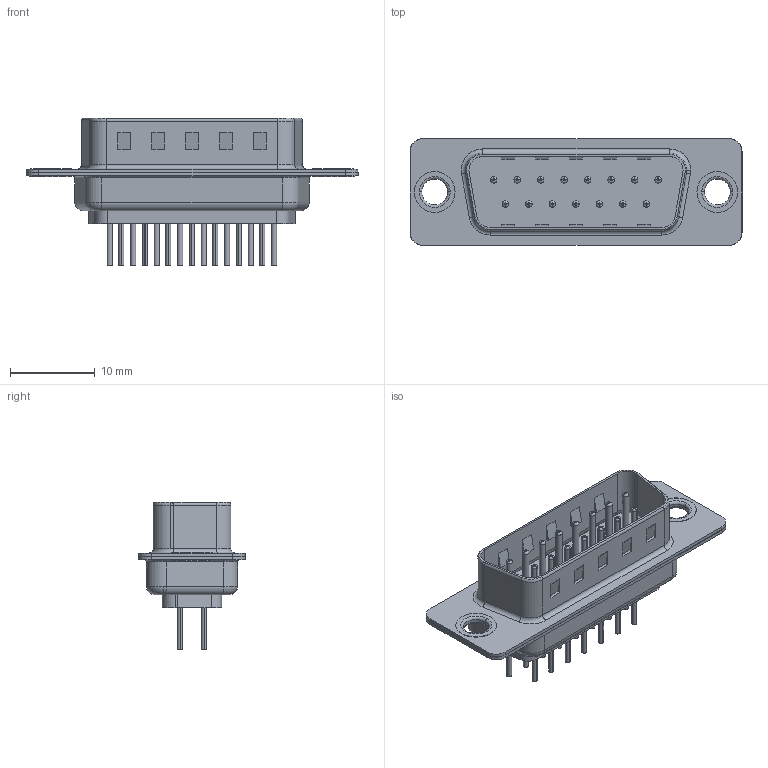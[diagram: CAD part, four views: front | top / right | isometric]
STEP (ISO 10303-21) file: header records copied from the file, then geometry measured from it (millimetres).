
FILE_DESCRIPTION (( 'STEP AP203' ), '1' );
FILE_NAME ('MHDD-15MNS-A1.STEP', '2025-11-12T20:20:06', ( '' ), ( '' ), 'SwSTEP 2.0', 'SolidWorks 2023', '' );
FILE_SCHEMA (( 'CONFIG_CONTROL_DESIGN' ));
Length unit declared in the file: millimetre
Products named in the file (7): MHDD Contact Row 2_20L; MHDD Shell Rear_15 Contacts; MHDD Housing_15 LP; MHDD Thru Hole Rivet; MHDD Shell Front_15 Contacts; MHDD Contact Row 1_20L; MHDD-15MNS-A1
Assembly tree (20 placements, depth 2):
  MHDD-15MNS-A1
    MHDD Housing_15 LP
    MHDD Shell Front_15 Contacts
    MHDD Shell Rear_15 Contacts
    MHDD Contact Row 1_20L  x8
    MHDD Contact Row 2_20L  x7
    MHDD Thru Hole Rivet  x2
Bounding box: 39.15 x 12.6 x 17.42 mm (x, y, z)
Volume: 1728.4 mm3; surface area: 5204.7 mm2
Topology: 20 solids, 20 shells, 1784 faces, 4630 edges, 2867 vertices
Faces by surface type: cylinder 672, plane 499, torus 463, cone 150
Entity records: 19513 total; most frequent: CARTESIAN_POINT 3626, DIRECTION 3339, ORIENTED_EDGE 2950, EDGE_CURVE 1475, AXIS2_PLACEMENT_3D 1326, VERTEX_POINT 932, CIRCLE 709, EDGE_LOOP 697
